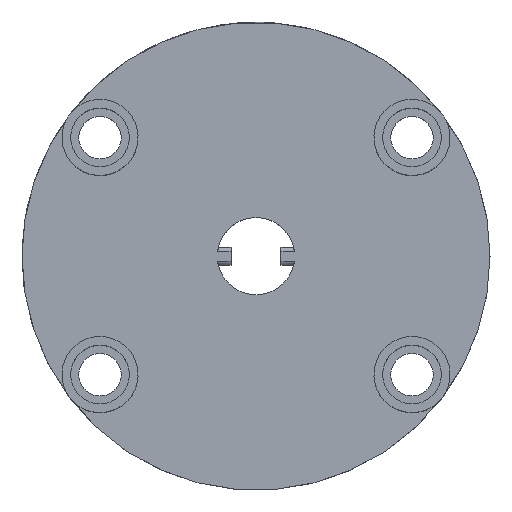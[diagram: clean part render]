
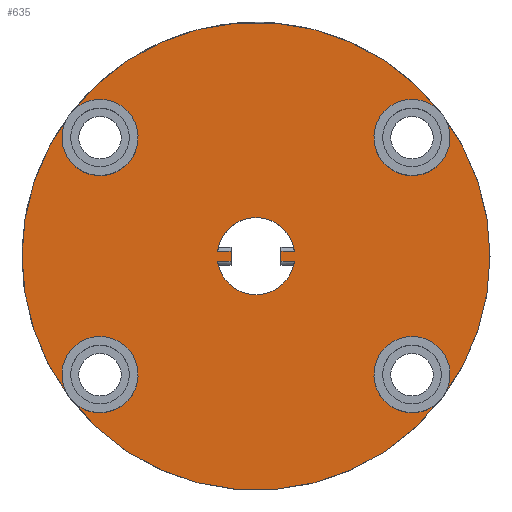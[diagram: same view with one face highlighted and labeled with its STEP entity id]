
A CAD part, top view. The second image highlights one B-rep face of the part: STEP entity #635.
In plain terms, the highlighted planar face has unit normal (0, 0, 1).
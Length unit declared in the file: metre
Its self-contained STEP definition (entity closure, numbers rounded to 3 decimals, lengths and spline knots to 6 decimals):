
#12=PLANE('',#700);
#40=LINE('',#1069,#76);
#41=LINE('',#1071,#77);
#42=LINE('',#1073,#78);
#43=LINE('',#1074,#79);
#44=LINE('',#1076,#80);
#45=LINE('',#1078,#81);
#76=VECTOR('',#816,1.);
#77=VECTOR('',#817,1.);
#78=VECTOR('',#818,1.);
#79=VECTOR('',#819,1.);
#80=VECTOR('',#820,1.);
#81=VECTOR('',#821,1.);
#141=ORIENTED_EDGE('',*,*,#296,.F.);
#142=ORIENTED_EDGE('',*,*,#319,.T.);
#143=ORIENTED_EDGE('',*,*,#320,.T.);
#144=ORIENTED_EDGE('',*,*,#321,.T.);
#145=ORIENTED_EDGE('',*,*,#286,.F.);
#146=ORIENTED_EDGE('',*,*,#322,.T.);
#147=ORIENTED_EDGE('',*,*,#323,.F.);
#148=ORIENTED_EDGE('',*,*,#324,.T.);
#149=ORIENTED_EDGE('',*,*,#325,.F.);
#150=ORIENTED_EDGE('',*,*,#303,.T.);
#151=ORIENTED_EDGE('',*,*,#326,.F.);
#152=ORIENTED_EDGE('',*,*,#315,.T.);
#153=ORIENTED_EDGE('',*,*,#327,.F.);
#154=ORIENTED_EDGE('',*,*,#311,.T.);
#155=ORIENTED_EDGE('',*,*,#328,.F.);
#156=ORIENTED_EDGE('',*,*,#307,.T.);
#286=EDGE_CURVE('',#375,#376,#440,.T.);
#296=EDGE_CURVE('',#385,#386,#442,.T.);
#303=EDGE_CURVE('',#392,#393,#445,.T.);
#307=EDGE_CURVE('',#397,#396,#447,.T.);
#311=EDGE_CURVE('',#401,#400,#449,.T.);
#315=EDGE_CURVE('',#405,#404,#451,.T.);
#319=EDGE_CURVE('',#385,#408,#40,.T.);
#320=EDGE_CURVE('',#408,#409,#41,.T.);
#321=EDGE_CURVE('',#409,#376,#42,.F.);
#322=EDGE_CURVE('',#375,#410,#43,.F.);
#323=EDGE_CURVE('',#411,#410,#44,.T.);
#324=EDGE_CURVE('',#411,#386,#45,.T.);
#325=EDGE_CURVE('',#392,#396,#453,.T.);
#326=EDGE_CURVE('',#405,#393,#454,.T.);
#327=EDGE_CURVE('',#401,#404,#455,.T.);
#328=EDGE_CURVE('',#397,#400,#456,.T.);
#375=VERTEX_POINT('',#977);
#376=VERTEX_POINT('',#978);
#385=VERTEX_POINT('',#1012);
#386=VERTEX_POINT('',#1014);
#392=VERTEX_POINT('',#1037);
#393=VERTEX_POINT('',#1038);
#396=VERTEX_POINT('',#1044);
#397=VERTEX_POINT('',#1046);
#400=VERTEX_POINT('',#1052);
#401=VERTEX_POINT('',#1054);
#404=VERTEX_POINT('',#1060);
#405=VERTEX_POINT('',#1062);
#408=VERTEX_POINT('',#1070);
#409=VERTEX_POINT('',#1072);
#410=VERTEX_POINT('',#1075);
#411=VERTEX_POINT('',#1077);
#440=CIRCLE('',#685,0.0031);
#442=CIRCLE('',#688,0.0031);
#445=CIRCLE('',#692,0.01875);
#447=CIRCLE('',#694,0.01875);
#449=CIRCLE('',#696,0.01875);
#451=CIRCLE('',#698,0.01875);
#453=CIRCLE('',#701,0.00305);
#454=CIRCLE('',#702,0.00305);
#455=CIRCLE('',#703,0.00305);
#456=CIRCLE('',#704,0.00305);
#489=EDGE_LOOP('',(#141,#142,#143,#144,#145,#146,#147,#148));
#490=EDGE_LOOP('',(#149,#150,#151,#152,#153,#154,#155,#156));
#551=FACE_BOUND('',#489,.T.);
#552=FACE_BOUND('',#490,.T.);
#635=ADVANCED_FACE('',(#551,#552),#12,.T.);
#685=AXIS2_PLACEMENT_3D('',#976,#772,#773);
#688=AXIS2_PLACEMENT_3D('',#1013,#781,#782);
#692=AXIS2_PLACEMENT_3D('',#1036,#790,#791);
#694=AXIS2_PLACEMENT_3D('',#1045,#796,#797);
#696=AXIS2_PLACEMENT_3D('',#1053,#802,#803);
#698=AXIS2_PLACEMENT_3D('',#1061,#808,#809);
#700=AXIS2_PLACEMENT_3D('',#1068,#814,#815);
#701=AXIS2_PLACEMENT_3D('',#1079,#822,#823);
#702=AXIS2_PLACEMENT_3D('',#1080,#824,#825);
#703=AXIS2_PLACEMENT_3D('',#1081,#826,#827);
#704=AXIS2_PLACEMENT_3D('',#1082,#828,#829);
#772=DIRECTION('',(0.,0.,1.));
#773=DIRECTION('',(1.,0.,0.));
#781=DIRECTION('',(0.,0.,1.));
#782=DIRECTION('',(1.,0.,0.));
#790=DIRECTION('',(0.,0.,1.));
#791=DIRECTION('',(1.,0.,0.));
#796=DIRECTION('',(0.,0.,1.));
#797=DIRECTION('',(1.,0.,0.));
#802=DIRECTION('',(0.,0.,1.));
#803=DIRECTION('',(1.,0.,0.));
#808=DIRECTION('',(0.,0.,1.));
#809=DIRECTION('',(1.,0.,0.));
#814=DIRECTION('',(0.,0.,1.));
#815=DIRECTION('',(1.,0.,0.));
#816=DIRECTION('',(-1.,0.,0.));
#817=DIRECTION('',(0.,-1.,0.));
#818=DIRECTION('',(-1.,0.,0.));
#819=DIRECTION('',(-1.,0.,0.));
#820=DIRECTION('',(0.,-1.,0.));
#821=DIRECTION('',(-1.,0.,0.));
#822=DIRECTION('',(0.,0.,1.));
#823=DIRECTION('',(1.,0.,0.));
#824=DIRECTION('',(0.,0.,1.));
#825=DIRECTION('',(1.,0.,0.));
#826=DIRECTION('',(0.,0.,1.));
#827=DIRECTION('',(1.,0.,0.));
#828=DIRECTION('',(0.,0.,1.));
#829=DIRECTION('',(1.,0.,0.));
#976=CARTESIAN_POINT('',(0.,0.,0.005));
#977=CARTESIAN_POINT('',(-0.003074,-0.0004,0.005));
#978=CARTESIAN_POINT('',(0.003074,-0.0004,0.005));
#1012=CARTESIAN_POINT('',(0.003074,0.0004,0.005));
#1013=CARTESIAN_POINT('',(0.,0.,0.005));
#1014=CARTESIAN_POINT('',(-0.003074,0.0004,0.005));
#1036=CARTESIAN_POINT('',(0.,0.,0.005));
#1037=CARTESIAN_POINT('',(-0.014899,-0.011384,0.005));
#1038=CARTESIAN_POINT('',(0.014899,-0.011384,0.005));
#1044=CARTESIAN_POINT('',(-0.014957,-0.011307,0.005));
#1045=CARTESIAN_POINT('',(0.,0.,0.005));
#1046=CARTESIAN_POINT('',(-0.014957,0.011307,0.005));
#1052=CARTESIAN_POINT('',(-0.014899,0.011384,0.005));
#1053=CARTESIAN_POINT('',(0.,0.,0.005));
#1054=CARTESIAN_POINT('',(0.014899,0.011384,0.005));
#1060=CARTESIAN_POINT('',(0.014957,0.011307,0.005));
#1061=CARTESIAN_POINT('',(0.,0.,0.005));
#1062=CARTESIAN_POINT('',(0.014957,-0.011307,0.005));
#1068=CARTESIAN_POINT('',(0.,0.,0.005));
#1069=CARTESIAN_POINT('',(0.002,0.0004,0.005));
#1070=CARTESIAN_POINT('',(0.002,0.0004,0.005));
#1071=CARTESIAN_POINT('',(0.002,0.,0.005));
#1072=CARTESIAN_POINT('',(0.002,-0.0004,0.005));
#1073=CARTESIAN_POINT('',(0.,-0.0004,0.005));
#1074=CARTESIAN_POINT('',(0.,-0.0004,0.005));
#1075=CARTESIAN_POINT('',(-0.002,-0.0004,0.005));
#1076=CARTESIAN_POINT('',(-0.002,0.,0.005));
#1077=CARTESIAN_POINT('',(-0.002,0.0004,0.005));
#1078=CARTESIAN_POINT('',(-0.00302,0.0004,0.005));
#1079=CARTESIAN_POINT('',(-0.0125,-0.0095,0.005));
#1080=CARTESIAN_POINT('',(0.0125,-0.0095,0.005));
#1081=CARTESIAN_POINT('',(0.0125,0.0095,0.005));
#1082=CARTESIAN_POINT('',(-0.0125,0.0095,0.005));
